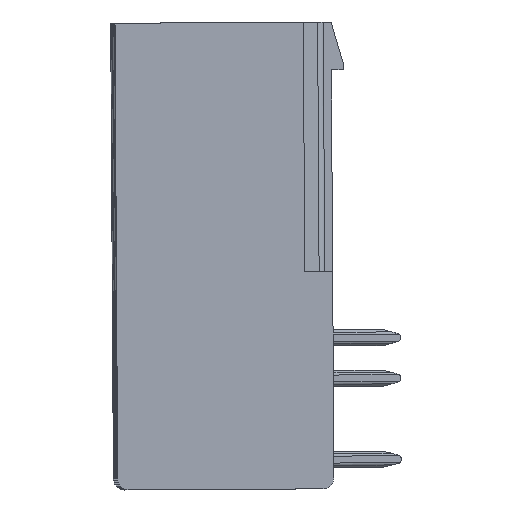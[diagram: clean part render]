
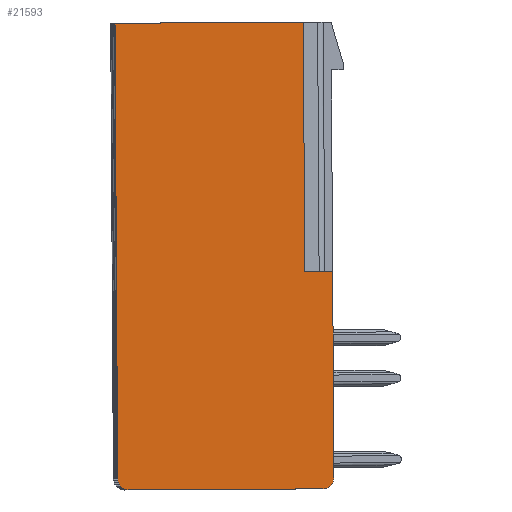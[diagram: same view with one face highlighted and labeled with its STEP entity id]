
A CAD part, left-side view. The second image highlights one B-rep face of the part: STEP entity #21593.
In plain terms, the highlighted face is planar.
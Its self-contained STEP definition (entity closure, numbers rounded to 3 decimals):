
#1798=LINE('',#31109,#3701);
#1801=LINE('',#31120,#3704);
#2144=LINE('',#32160,#4047);
#2145=LINE('',#32162,#4048);
#2146=LINE('',#32164,#4049);
#2147=LINE('',#32165,#4050);
#3701=VECTOR('',#26157,1000.);
#3704=VECTOR('',#26168,1000.);
#4047=VECTOR('',#26903,1000.);
#4048=VECTOR('',#26904,1000.);
#4049=VECTOR('',#26905,1000.);
#4050=VECTOR('',#26906,1000.);
#8333=ORIENTED_EDGE('',*,*,#11020,.T.);
#8334=ORIENTED_EDGE('',*,*,#11021,.F.);
#8335=ORIENTED_EDGE('',*,*,#11022,.T.);
#8336=ORIENTED_EDGE('',*,*,#10587,.T.);
#8337=ORIENTED_EDGE('',*,*,#10586,.T.);
#8338=ORIENTED_EDGE('',*,*,#11023,.F.);
#8339=ORIENTED_EDGE('',*,*,#10574,.T.);
#8340=ORIENTED_EDGE('',*,*,#10582,.F.);
#10574=EDGE_CURVE('',#12311,#12310,#12913,.T.);
#10582=EDGE_CURVE('',#12316,#12310,#1798,.T.);
#10586=EDGE_CURVE('',#12318,#12320,#12916,.T.);
#10587=EDGE_CURVE('',#12321,#12318,#1801,.T.);
#11020=EDGE_CURVE('',#12316,#12625,#2144,.T.);
#11021=EDGE_CURVE('',#12626,#12625,#2145,.T.);
#11022=EDGE_CURVE('',#12626,#12321,#2146,.T.);
#11023=EDGE_CURVE('',#12311,#12320,#2147,.T.);
#12310=VERTEX_POINT('',#31093);
#12311=VERTEX_POINT('',#31095);
#12316=VERTEX_POINT('',#31108);
#12318=VERTEX_POINT('',#31113);
#12320=VERTEX_POINT('',#31117);
#12321=VERTEX_POINT('',#31121);
#12625=VERTEX_POINT('',#32161);
#12626=VERTEX_POINT('',#32163);
#12913=CIRCLE('',#22598,0.7);
#12916=CIRCLE('',#22603,0.7);
#13711=EDGE_LOOP('',(#8333,#8334,#8335,#8336,#8337,#8338,#8339,#8340));
#14518=FACE_BOUND('',#13711,.T.);
#15157=PLANE('',#22800);
#21593=ADVANCED_FACE('',(#14518),#15157,.F.);
#22598=AXIS2_PLACEMENT_3D('',#31094,#26145,#26146);
#22603=AXIS2_PLACEMENT_3D('',#31118,#26164,#26165);
#22800=AXIS2_PLACEMENT_3D('',#32159,#26901,#26902);
#26145=DIRECTION('',(0.,0.,1.));
#26146=DIRECTION('',(1.,0.,0.));
#26157=DIRECTION('',(-1.,0.,0.));
#26164=DIRECTION('',(0.,0.,1.));
#26165=DIRECTION('',(1.,0.,0.));
#26168=DIRECTION('',(-1.,0.,0.));
#26901=DIRECTION('',(0.,0.,-1.));
#26902=DIRECTION('',(-1.,0.,0.));
#26903=DIRECTION('',(0.,1.,0.));
#26904=DIRECTION('',(-1.,0.,0.));
#26905=DIRECTION('',(0.,1.,0.));
#26906=DIRECTION('',(0.,1.,0.));
#31093=CARTESIAN_POINT('',(52.3,27.4,57.48));
#31094=CARTESIAN_POINT('',(52.3,28.1,57.48));
#31095=CARTESIAN_POINT('',(51.6,28.1,57.48));
#31108=CARTESIAN_POINT('',(65.2,27.4,57.48));
#31109=CARTESIAN_POINT('',(80.694,27.4,57.48));
#31113=CARTESIAN_POINT('',(52.3,40.95,57.48));
#31117=CARTESIAN_POINT('',(51.6,40.25,57.48));
#31118=CARTESIAN_POINT('',(52.3,40.25,57.48));
#31120=CARTESIAN_POINT('',(80.694,40.95,57.48));
#31121=CARTESIAN_POINT('',(80.85,40.95,57.48));
#32159=CARTESIAN_POINT('',(56.35,27.39,57.48));
#32160=CARTESIAN_POINT('',(65.2,27.39,57.48));
#32161=CARTESIAN_POINT('',(65.2,29.15,57.48));
#32162=CARTESIAN_POINT('',(80.694,29.15,57.48));
#32163=CARTESIAN_POINT('',(80.85,29.15,57.48));
#32164=CARTESIAN_POINT('',(80.85,27.39,57.48));
#32165=CARTESIAN_POINT('',(51.6,27.39,57.48));
